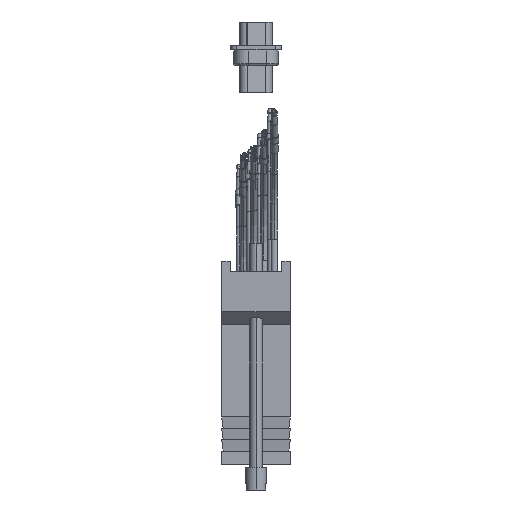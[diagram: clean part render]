
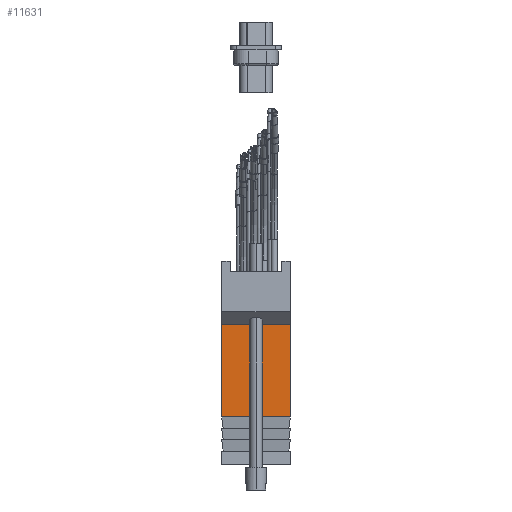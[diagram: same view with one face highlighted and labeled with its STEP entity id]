
A CAD part, left-side view. The second image highlights one B-rep face of the part: STEP entity #11631.
In plain terms, the highlighted planar face has unit normal (-1, 0, 0).
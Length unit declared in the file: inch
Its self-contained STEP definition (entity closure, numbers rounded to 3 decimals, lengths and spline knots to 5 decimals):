
#6694 = CARTESIAN_POINT ( 'NONE',  ( -0.415, -0.333, 0.37181 ) ) ;
#6713 = CARTESIAN_POINT ( 'NONE',  ( -0.415, -0.333, -0.5235 ) ) ;
#6714 = DIRECTION ( 'NONE',  ( 0., 0., 1. ) ) ;
#6715 = VECTOR ( 'NONE', #6714, 39.37008 ) ;
#6716 = CARTESIAN_POINT ( 'NONE',  ( -0.415, -0.333, 0.37181 ) ) ;
#6717 = LINE ( 'NONE', #6716, #6715 ) ;
#8925 = CARTESIAN_POINT ( 'NONE',  ( -0.415, 0.333, 0.37181 ) ) ;
#8926 = LINE ( 'NONE', #8925, #8949 ) ;
#8927 = CARTESIAN_POINT ( 'NONE',  ( -0.415, 0.333, -0.5235 ) ) ;
#8947 = CARTESIAN_POINT ( 'NONE',  ( -0.415, 0.333, 0.37181 ) ) ;
#8948 = DIRECTION ( 'NONE',  ( 0., 0., 1. ) ) ;
#8949 = VECTOR ( 'NONE', #8948, 39.37008 ) ;
#9419 = DIRECTION ( 'NONE',  ( 0., 0., -1. ) ) ;
#9420 = DIRECTION ( 'NONE',  ( 1., 0., 0. ) ) ;
#9421 = CARTESIAN_POINT ( 'NONE',  ( -0.415, 0.333, 0.37181 ) ) ;
#9422 = AXIS2_PLACEMENT_3D ( 'NONE', #9421, #9420, #9419 ) ;
#9423 = PLANE ( 'NONE',  #9422 ) ;
#9424 = FACE_OUTER_BOUND ( 'NONE', #11627, .T. ) ;
#9468 = DIRECTION ( 'NONE',  ( 0., -1., 0. ) ) ;
#9469 = VECTOR ( 'NONE', #9468, 39.37008 ) ;
#9470 = CARTESIAN_POINT ( 'NONE',  ( -0.415, 0.333, 0.37181 ) ) ;
#9471 = LINE ( 'NONE', #9470, #9469 ) ;
#9476 = DIRECTION ( 'NONE',  ( 0., 1., 0. ) ) ;
#9477 = VECTOR ( 'NONE', #9476, 39.37008 ) ;
#9478 = CARTESIAN_POINT ( 'NONE',  ( -0.415, -0.333, -0.5235 ) ) ;
#9513 = LINE ( 'NONE', #9478, #9477 ) ;
#10394 = VERTEX_POINT ( 'NONE', #6694 ) ;
#10396 = EDGE_CURVE ( 'NONE', #10397, #10394, #6717, .T. ) ;
#10397 = VERTEX_POINT ( 'NONE', #6713 ) ;
#11303 = VERTEX_POINT ( 'NONE', #8927 ) ;
#11305 = EDGE_CURVE ( 'NONE', #11303, #11306, #8926, .T. ) ;
#11306 = VERTEX_POINT ( 'NONE', #8947 ) ;
#11627 = EDGE_LOOP ( 'NONE', ( #11659, #11702, #11649, #11654 ) ) ;
#11631 = ADVANCED_FACE ( 'NONE', ( #9424 ), #9423, .F. ) ;
#11648 = EDGE_CURVE ( 'NONE', #10397, #11303, #9513, .T. ) ;
#11649 = ORIENTED_EDGE ( 'NONE', *, *, #10396, .T. ) ;
#11654 = ORIENTED_EDGE ( 'NONE', *, *, #11655, .F. ) ;
#11655 = EDGE_CURVE ( 'NONE', #11306, #10394, #9471, .T. ) ;
#11659 = ORIENTED_EDGE ( 'NONE', *, *, #11305, .F. ) ;
#11702 = ORIENTED_EDGE ( 'NONE', *, *, #11648, .F. ) ;
